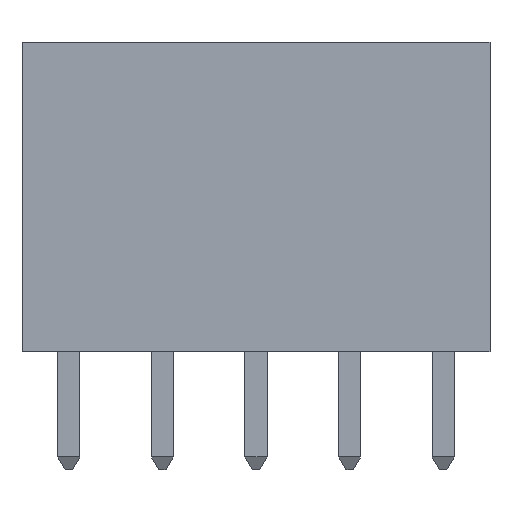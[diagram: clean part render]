
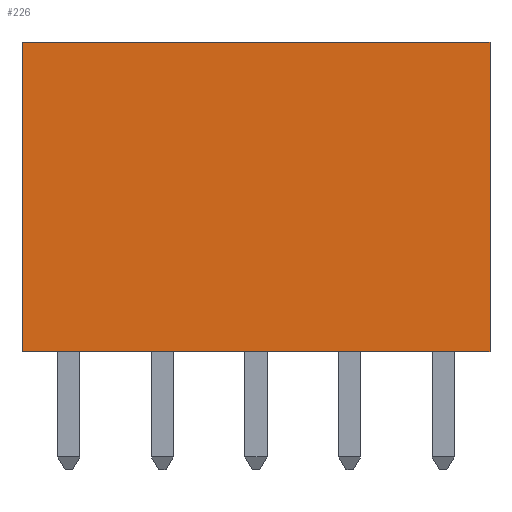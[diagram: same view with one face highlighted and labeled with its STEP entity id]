
A CAD part, front view. The second image highlights one B-rep face of the part: STEP entity #226.
In plain terms, the highlighted planar face has unit normal (0, -1, 0).
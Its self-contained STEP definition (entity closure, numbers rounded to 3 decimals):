
#181 = EDGE_CURVE ( 'NONE', #4746, #4478, #1089, .T. ) ;
#223 = DIRECTION ( 'NONE',  ( 0., 0., 1. ) ) ;
#226 = ADVANCED_FACE ( 'NONE', ( #1752 ), #1166, .T. ) ;
#339 = DIRECTION ( 'NONE',  ( 1., 0., 0. ) ) ;
#1089 = LINE ( 'NONE', #3131, #5886 ) ;
#1166 = PLANE ( 'NONE',  #3386 ) ;
#1543 = VERTEX_POINT ( 'NONE', #5932 ) ;
#1634 = LINE ( 'NONE', #4512, #2758 ) ;
#1752 = FACE_OUTER_BOUND ( 'NONE', #2728, .T. ) ;
#1859 = EDGE_CURVE ( 'NONE', #1543, #4746, #4426, .T. ) ;
#2278 = CARTESIAN_POINT ( 'NONE',  ( 11.43, -1.27, 0. ) ) ;
#2549 = CARTESIAN_POINT ( 'NONE',  ( -1.27, -1.27, 0. ) ) ;
#2718 = CARTESIAN_POINT ( 'NONE',  ( -1.27, -1.27, 0. ) ) ;
#2728 = EDGE_LOOP ( 'NONE', ( #3680, #3781, #4585, #4052 ) ) ;
#2758 = VECTOR ( 'NONE', #3594, 1000. ) ;
#2796 = DIRECTION ( 'NONE',  ( 1., 0., 0. ) ) ;
#2948 = CARTESIAN_POINT ( 'NONE',  ( -1.27, -1.27, 8.4 ) ) ;
#2986 = EDGE_CURVE ( 'NONE', #4478, #3804, #1634, .T. ) ;
#3131 = CARTESIAN_POINT ( 'NONE',  ( 0., -1.27, 8.4 ) ) ;
#3190 = VECTOR ( 'NONE', #223, 1000. ) ;
#3386 = AXIS2_PLACEMENT_3D ( 'NONE', #2718, #4143, #5782 ) ;
#3594 = DIRECTION ( 'NONE',  ( 0., 0., -1. ) ) ;
#3680 = ORIENTED_EDGE ( 'NONE', *, *, #181, .F. ) ;
#3731 = CARTESIAN_POINT ( 'NONE',  ( -1.27, -1.27, 0. ) ) ;
#3781 = ORIENTED_EDGE ( 'NONE', *, *, #1859, .F. ) ;
#3804 = VERTEX_POINT ( 'NONE', #2278 ) ;
#4047 = EDGE_CURVE ( 'NONE', #1543, #3804, #5532, .T. ) ;
#4052 = ORIENTED_EDGE ( 'NONE', *, *, #2986, .F. ) ;
#4143 = DIRECTION ( 'NONE',  ( 0., -1., 0. ) ) ;
#4426 = LINE ( 'NONE', #2549, #3190 ) ;
#4478 = VERTEX_POINT ( 'NONE', #4614 ) ;
#4512 = CARTESIAN_POINT ( 'NONE',  ( 11.43, -1.27, 0. ) ) ;
#4585 = ORIENTED_EDGE ( 'NONE', *, *, #4047, .T. ) ;
#4614 = CARTESIAN_POINT ( 'NONE',  ( 11.43, -1.27, 8.4 ) ) ;
#4746 = VERTEX_POINT ( 'NONE', #2948 ) ;
#5375 = VECTOR ( 'NONE', #2796, 1000. ) ;
#5532 = LINE ( 'NONE', #3731, #5375 ) ;
#5782 = DIRECTION ( 'NONE',  ( 0., 0., -1. ) ) ;
#5886 = VECTOR ( 'NONE', #339, 1000. ) ;
#5932 = CARTESIAN_POINT ( 'NONE',  ( -1.27, -1.27, 0. ) ) ;
